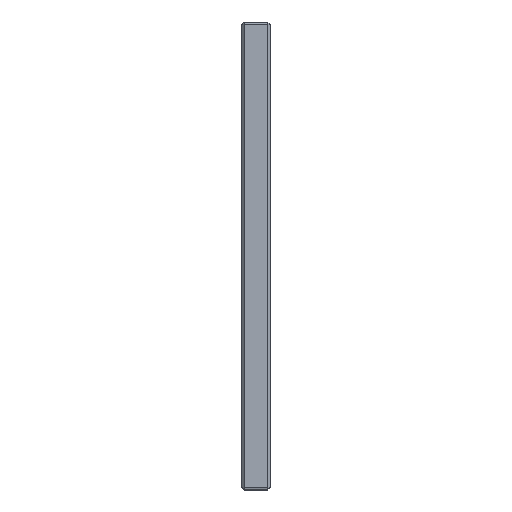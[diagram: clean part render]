
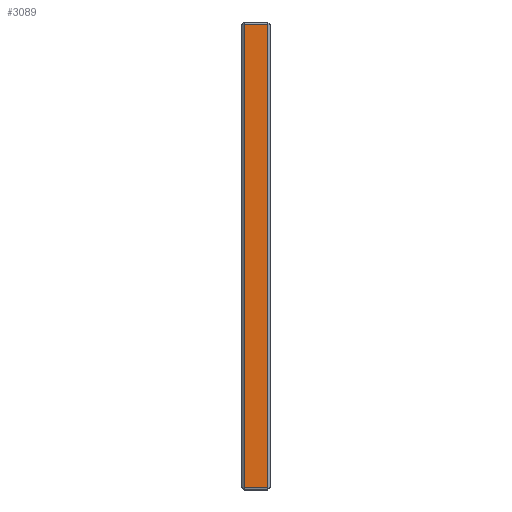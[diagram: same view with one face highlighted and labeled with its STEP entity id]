
A CAD part, left-side view. The second image highlights one B-rep face of the part: STEP entity #3089.
In plain terms, the highlighted planar face has unit normal (-1, 0, 0).
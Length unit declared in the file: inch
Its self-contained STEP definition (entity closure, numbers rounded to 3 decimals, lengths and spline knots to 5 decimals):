
#5 = AXIS2_PLACEMENT_3D ( 'NONE', #218, #2981, #1401 ) ;
#15 = PLANE ( 'NONE',  #5 ) ;
#134 = VECTOR ( 'NONE', #2449, 39.37008 ) ;
#218 = CARTESIAN_POINT ( 'NONE',  ( -7.165, -0.3563, -6.201 ) ) ;
#275 = FACE_OUTER_BOUND ( 'NONE', #812, .T. ) ;
#310 = DIRECTION ( 'NONE',  ( 0., 0., 1. ) ) ;
#595 = ORIENTED_EDGE ( 'NONE', *, *, #1403, .T. ) ;
#783 = DIRECTION ( 'NONE',  ( 0., 1., 0. ) ) ;
#812 = EDGE_LOOP ( 'NONE', ( #595, #1660, #1647, #2511 ) ) ;
#821 = EDGE_CURVE ( 'NONE', #1418, #3225, #3230, .T. ) ;
#1004 = CARTESIAN_POINT ( 'NONE',  ( -7.165, 0.3337, 6.141 ) ) ;
#1104 = EDGE_CURVE ( 'NONE', #1554, #1418, #1902, .T. ) ;
#1122 = EDGE_CURVE ( 'NONE', #3225, #3198, #2708, .T. ) ;
#1147 = LINE ( 'NONE', #2340, #3262 ) ;
#1212 = DIRECTION ( 'NONE',  ( 0., -1., 0. ) ) ;
#1401 = DIRECTION ( 'NONE',  ( 0., 0., 1. ) ) ;
#1403 = EDGE_CURVE ( 'NONE', #3198, #1554, #1147, .T. ) ;
#1418 = VERTEX_POINT ( 'NONE', #2836 ) ;
#1554 = VERTEX_POINT ( 'NONE', #1004 ) ;
#1647 = ORIENTED_EDGE ( 'NONE', *, *, #821, .T. ) ;
#1660 = ORIENTED_EDGE ( 'NONE', *, *, #1104, .T. ) ;
#1902 = LINE ( 'NONE', #2221, #134 ) ;
#2221 = CARTESIAN_POINT ( 'NONE',  ( -7.165, 0.3337, -6.201 ) ) ;
#2340 = CARTESIAN_POINT ( 'NONE',  ( -7.165, -0.3563, 6.141 ) ) ;
#2354 = CARTESIAN_POINT ( 'NONE',  ( -7.165, -0.3563, -6.141 ) ) ;
#2449 = DIRECTION ( 'NONE',  ( 0., 0., -1. ) ) ;
#2511 = ORIENTED_EDGE ( 'NONE', *, *, #1122, .T. ) ;
#2708 = LINE ( 'NONE', #3506, #3065 ) ;
#2836 = CARTESIAN_POINT ( 'NONE',  ( -7.165, 0.3337, -6.141 ) ) ;
#2981 = DIRECTION ( 'NONE',  ( -1., 0., 0. ) ) ;
#3040 = CARTESIAN_POINT ( 'NONE',  ( -7.165, -0.2963, -6.141 ) ) ;
#3065 = VECTOR ( 'NONE', #310, 39.37008 ) ;
#3089 = ADVANCED_FACE ( 'NONE', ( #275 ), #15, .T. ) ;
#3198 = VERTEX_POINT ( 'NONE', #3317 ) ;
#3225 = VERTEX_POINT ( 'NONE', #3040 ) ;
#3230 = LINE ( 'NONE', #2354, #3359 ) ;
#3262 = VECTOR ( 'NONE', #783, 39.37008 ) ;
#3317 = CARTESIAN_POINT ( 'NONE',  ( -7.165, -0.2963, 6.141 ) ) ;
#3359 = VECTOR ( 'NONE', #1212, 39.37008 ) ;
#3506 = CARTESIAN_POINT ( 'NONE',  ( -7.165, -0.2963, 6.141 ) ) ;
